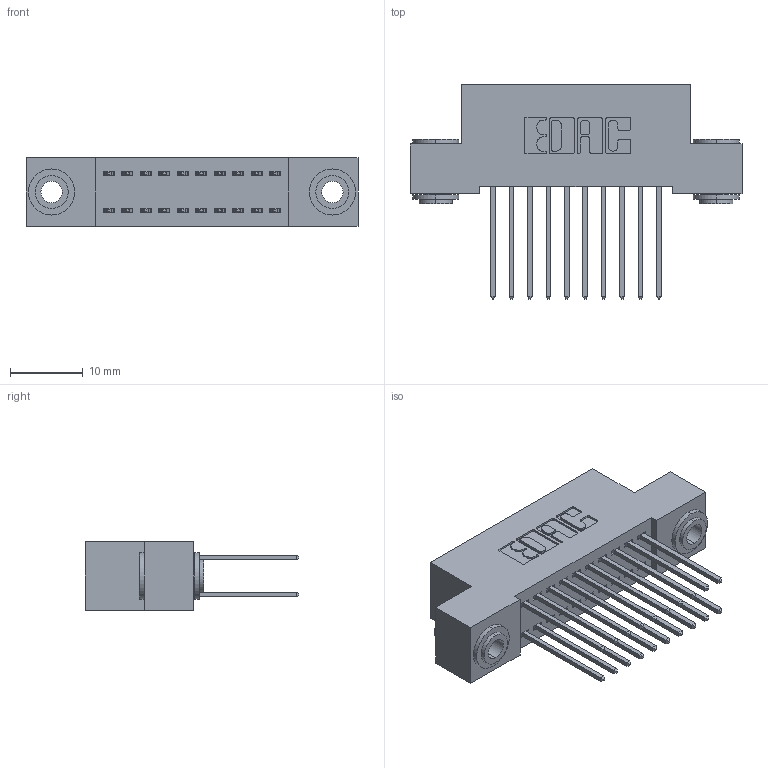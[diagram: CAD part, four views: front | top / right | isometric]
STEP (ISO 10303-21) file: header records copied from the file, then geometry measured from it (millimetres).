
FILE_DESCRIPTION (( 'STEP AP203' ), '1' );
FILE_NAME ('342-020-540-203.STEP', '2018-08-10T22:56:37', ( '' ), ( '' ), 'SwSTEP 2.0', 'SolidWorks 2016', '' );
FILE_SCHEMA (( 'CONFIG_CONTROL_DESIGN' ));
Length unit declared in the file: inch
Products named in the file (4): 342 Part_.156 TH; 345-292-001_345-293-140; 342-250-002_345-250-002-102; 342-020-540-203
Assembly tree (23 placements, depth 2):
  342-020-540-203
    342 Part_.156 TH
    345-292-001_345-293-140  x20
    342-250-002_345-250-002-102  x2
Bounding box: 45.72 x 29.47 x 9.4 mm (x, y, z)
Volume: 4055.1 mm3; surface area: 6363.3 mm2
Topology: 23 solids, 23 shells, 1188 faces, 3475 edges, 2286 vertices
Faces by surface type: plane 796, cylinder 384, cone 8
Entity records: 11108 total; most frequent: CARTESIAN_POINT 1853, ORIENTED_EDGE 1782, DIRECTION 1673, EDGE_CURVE 891, VECTOR 739, LINE 739, VERTEX_POINT 590, AXIS2_PLACEMENT_3D 467
